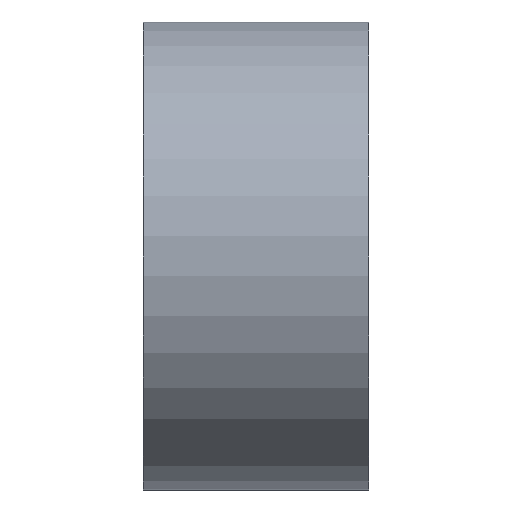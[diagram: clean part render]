
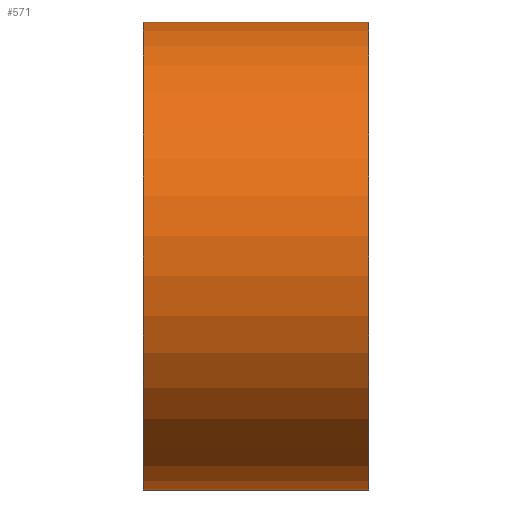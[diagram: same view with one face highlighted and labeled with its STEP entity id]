
A CAD part, left-side view. The second image highlights one B-rep face of the part: STEP entity #571.
In plain terms, the highlighted cylindrical face has radius 25 mm (diameter 50 mm), a partial arc.
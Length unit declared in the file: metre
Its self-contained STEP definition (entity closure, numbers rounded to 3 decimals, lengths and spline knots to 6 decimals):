
#13=LINE('',#991,#25);
#15=LINE('',#1001,#27);
#25=VECTOR('',#785,1.);
#27=VECTOR('',#797,1.);
#96=ORIENTED_EDGE('',*,*,#234,.T.);
#97=ORIENTED_EDGE('',*,*,#222,.F.);
#98=ORIENTED_EDGE('',*,*,#235,.F.);
#99=ORIENTED_EDGE('',*,*,#227,.T.);
#222=EDGE_CURVE('',#294,#292,#13,.T.);
#227=EDGE_CURVE('',#298,#297,#15,.T.);
#234=EDGE_CURVE('',#297,#292,#358,.T.);
#235=EDGE_CURVE('',#298,#294,#359,.T.);
#292=VERTEX_POINT('',#986);
#294=VERTEX_POINT('',#990);
#297=VERTEX_POINT('',#1000);
#298=VERTEX_POINT('',#1002);
#358=CIRCLE('',#662,0.025);
#359=CIRCLE('',#663,0.025);
#406=EDGE_LOOP('',(#96,#97,#98,#99));
#482=FACE_BOUND('',#406,.T.);
#543=CYLINDRICAL_SURFACE('',#661,0.025);
#571=ADVANCED_FACE('',(#482),#543,.T.);
#661=AXIS2_PLACEMENT_3D('',#1015,#816,#817);
#662=AXIS2_PLACEMENT_3D('',#1016,#818,#819);
#663=AXIS2_PLACEMENT_3D('',#1017,#820,#821);
#785=DIRECTION('',(0.,1.,0.));
#797=DIRECTION('',(0.,1.,0.));
#816=DIRECTION('',(0.,1.,0.));
#817=DIRECTION('',(-1.,0.,0.));
#818=DIRECTION('',(0.,-1.,0.));
#819=DIRECTION('',(1.,0.,0.));
#820=DIRECTION('',(0.,-1.,0.));
#821=DIRECTION('',(1.,0.,0.));
#986=CARTESIAN_POINT('',(0.013514,0.007,-0.021033));
#990=CARTESIAN_POINT('',(0.013514,-0.017,-0.021033));
#991=CARTESIAN_POINT('',(0.013514,0.001,-0.021033));
#1000=CARTESIAN_POINT('',(0.013514,0.007,0.021033));
#1001=CARTESIAN_POINT('',(0.013514,0.001,0.021033));
#1002=CARTESIAN_POINT('',(0.013514,-0.017,0.021033));
#1015=CARTESIAN_POINT('',(0.,0.001,0.));
#1016=CARTESIAN_POINT('',(0.,0.007,0.));
#1017=CARTESIAN_POINT('',(0.,-0.017,0.));
